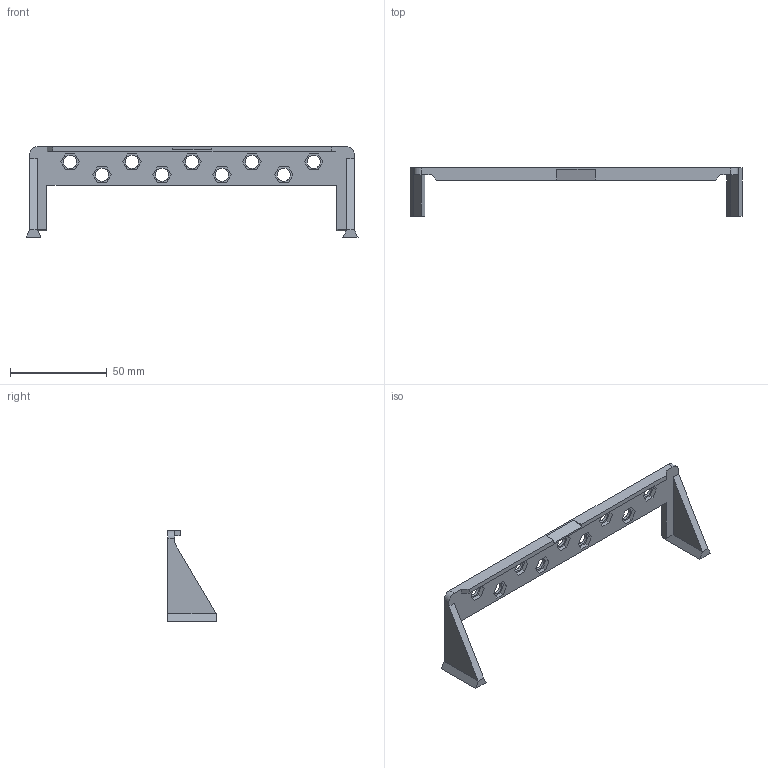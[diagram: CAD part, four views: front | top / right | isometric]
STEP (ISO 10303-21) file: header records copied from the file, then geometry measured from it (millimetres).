
FILE_DESCRIPTION(('HOOPS Exchange Step'),'2;1');
FILE_NAME('temp_export','2021-03-08T21:11:54+01:00',('mobile'),('Shapr3D Limited'),'HOOPS Exchange 2020.2','Shapr3D','Authorized');
FILE_SCHEMA( ('AP203_CONFIGURATION_CONTROLLED_3D_DESIGN_OF_MECHANICAL_PARTS_AND_ASSEMBLIES_MIM_LF') );
Length unit declared in the file: millimetre
Products named in the file (2): 0; 4F98F0D7-DA5C-4C3D-8510-3691316CE28A.tmp
Assembly tree (1 placements, depth 2):
  4F98F0D7-DA5C-4C3D-8510-3691316CE28A.tmp
    0
Bounding box: 171.75 x 25 x 46.8 mm (x, y, z)
Volume: 16852.1 mm3; surface area: 12645.5 mm2
Topology: 1 solids, 1 shells, 113 faces, 324 edges, 222 vertices
Faces by surface type: plane 98, cylinder 15
Full cylindrical faces by diameter (mm): 6.8 x9
Entity records: 3776 total; most frequent: CARTESIAN_POINT 663, ORIENTED_EDGE 648, DIRECTION 607, EDGE_CURVE 324, VECTOR 271, LINE 271, VERTEX_POINT 222, AXIS2_PLACEMENT_3D 168
